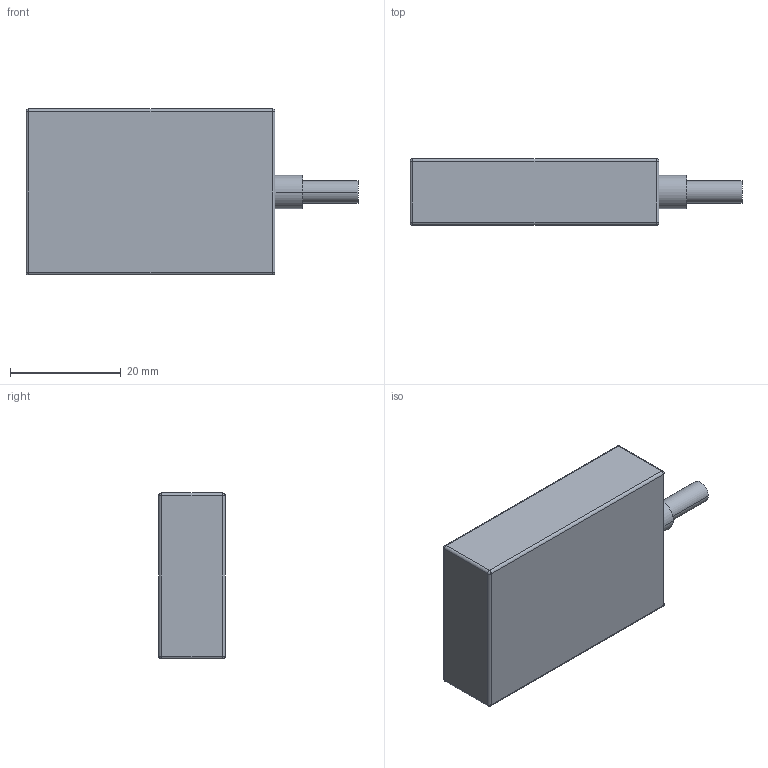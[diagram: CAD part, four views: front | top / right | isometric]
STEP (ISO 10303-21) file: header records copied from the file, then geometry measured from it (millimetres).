
FILE_DESCRIPTION((''),'2;1');
FILE_NAME('F_E000548A','2006-01-03T',('Pepperl+Fuchs'),('Industriehansa'),'PRO/ENGINEER BY PARAMETRIC TECHNOLOGY CORPORATION, 2005290','PRO/ENGINEER BY PARAMETRIC TECHNOLOGY CORPORATION, 2005290','');
FILE_SCHEMA(('AUTOMOTIVE_DESIGN_CC2 { 1 2 10303 214 -1 1 5 2 }'));
Length unit declared in the file: millimetre
Products named in the file (1): F_E000548A
Bounding box: 60 x 12 x 30 mm (x, y, z)
Volume: 16448.5 mm3; surface area: 4644.9 mm2
Topology: 1 solids, 1 shells, 32 faces, 110 edges, 84 vertices
Faces by surface type: cylinder 16, plane 8, sphere 8
Entity records: 1620 total; most frequent: DIRECTION 224, CARTESIAN_POINT 175, PRESENTATION_STYLE_ASSIGNMENT 127, STYLED_ITEM 124, ORIENTED_EDGE 120, CURVE_STYLE 117, AXIS2_PLACEMENT_3D 81, VECTOR 62
